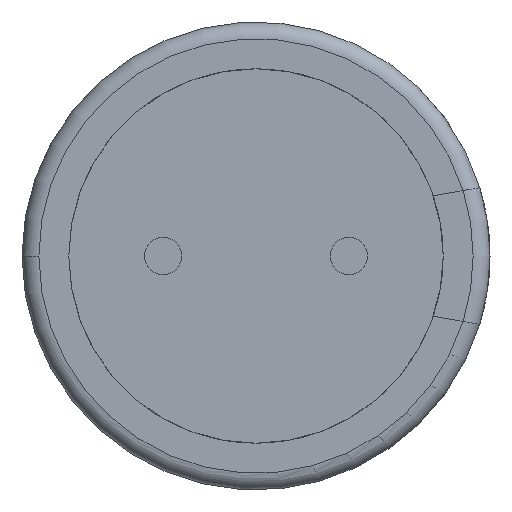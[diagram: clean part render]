
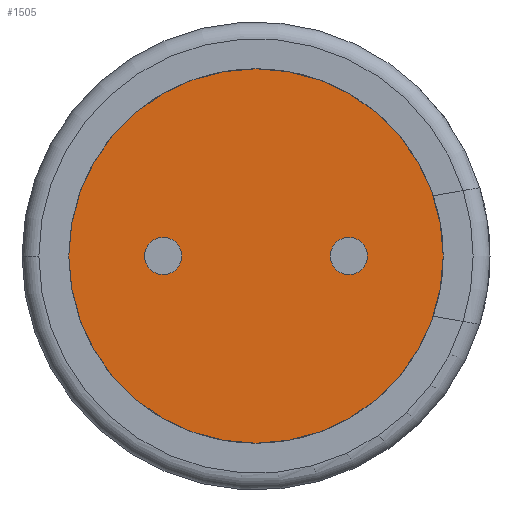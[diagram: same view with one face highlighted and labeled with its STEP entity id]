
A CAD part, front view. The second image highlights one B-rep face of the part: STEP entity #1505.
In plain terms, the highlighted planar face has unit normal (0, -1, 0).
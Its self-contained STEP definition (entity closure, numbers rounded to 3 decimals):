
#34 = CIRCLE ( 'NONE', #1045, 0.25 ) ;
#41 = CARTESIAN_POINT ( 'NONE',  ( 0., 0., 0. ) ) ;
#54 = VERTEX_POINT ( 'NONE', #1679 ) ;
#124 = CARTESIAN_POINT ( 'NONE',  ( 1.25, 0., 0. ) ) ;
#223 = CARTESIAN_POINT ( 'NONE',  ( 1.25, 0., 0.25 ) ) ;
#230 = ORIENTED_EDGE ( 'NONE', *, *, #530, .F. ) ;
#232 = ORIENTED_EDGE ( 'NONE', *, *, #1470, .F. ) ;
#330 = DIRECTION ( 'NONE',  ( 0., -1., 0. ) ) ;
#338 = AXIS2_PLACEMENT_3D ( 'NONE', #124, #1477, #960 ) ;
#345 = DIRECTION ( 'NONE',  ( 0., 1., 0. ) ) ;
#415 = EDGE_CURVE ( 'NONE', #1680, #54, #455, .T. ) ;
#424 = CARTESIAN_POINT ( 'NONE',  ( -1.25, 0., 0.25 ) ) ;
#431 = AXIS2_PLACEMENT_3D ( 'NONE', #1646, #497, #477 ) ;
#445 = DIRECTION ( 'NONE',  ( -1., 0., 0. ) ) ;
#455 = CIRCLE ( 'NONE', #2119, 2.52 ) ;
#477 = DIRECTION ( 'NONE',  ( -1., 0., 0. ) ) ;
#497 = DIRECTION ( 'NONE',  ( 0., -1., 0. ) ) ;
#530 = EDGE_CURVE ( 'NONE', #1984, #950, #2076, .T. ) ;
#705 = FACE_OUTER_BOUND ( 'NONE', #959, .T. ) ;
#761 = FACE_BOUND ( 'NONE', #847, .T. ) ;
#824 = ORIENTED_EDGE ( 'NONE', *, *, #1756, .F. ) ;
#827 = VERTEX_POINT ( 'NONE', #946 ) ;
#838 = PLANE ( 'NONE',  #1647 ) ;
#847 = EDGE_LOOP ( 'NONE', ( #1155, #232 ) ) ;
#864 = DIRECTION ( 'NONE',  ( -1., 0., 0. ) ) ;
#876 = VERTEX_POINT ( 'NONE', #424 ) ;
#883 = AXIS2_PLACEMENT_3D ( 'NONE', #1207, #1859, #864 ) ;
#946 = CARTESIAN_POINT ( 'NONE',  ( -1.25, 0., -0.25 ) ) ;
#950 = VERTEX_POINT ( 'NONE', #1627 ) ;
#959 = EDGE_LOOP ( 'NONE', ( #1590, #975 ) ) ;
#960 = DIRECTION ( 'NONE',  ( -1., 0., 0. ) ) ;
#975 = ORIENTED_EDGE ( 'NONE', *, *, #1189, .F. ) ;
#1023 = EDGE_LOOP ( 'NONE', ( #230, #824 ) ) ;
#1045 = AXIS2_PLACEMENT_3D ( 'NONE', #1496, #330, #1675 ) ;
#1051 = EDGE_CURVE ( 'NONE', #876, #827, #1066, .T. ) ;
#1066 = CIRCLE ( 'NONE', #883, 0.25 ) ;
#1145 = FACE_BOUND ( 'NONE', #1023, .T. ) ;
#1155 = ORIENTED_EDGE ( 'NONE', *, *, #1051, .F. ) ;
#1189 = EDGE_CURVE ( 'NONE', #54, #1680, #1693, .T. ) ;
#1207 = CARTESIAN_POINT ( 'NONE',  ( -1.25, 0., 0. ) ) ;
#1434 = CARTESIAN_POINT ( 'NONE',  ( 0., 0., 0. ) ) ;
#1469 = CARTESIAN_POINT ( 'NONE',  ( 0., 0., 0. ) ) ;
#1470 = EDGE_CURVE ( 'NONE', #827, #876, #2081, .T. ) ;
#1477 = DIRECTION ( 'NONE',  ( 0., -1., 0. ) ) ;
#1496 = CARTESIAN_POINT ( 'NONE',  ( 1.25, 0., 0. ) ) ;
#1505 = ADVANCED_FACE ( 'NONE', ( #761, #1145, #705 ), #838, .F. ) ;
#1521 = DIRECTION ( 'NONE',  ( -1., 0., 0. ) ) ;
#1548 = CARTESIAN_POINT ( 'NONE',  ( -2.52, 0., 0. ) ) ;
#1590 = ORIENTED_EDGE ( 'NONE', *, *, #415, .F. ) ;
#1627 = CARTESIAN_POINT ( 'NONE',  ( 1.25, 0., -0.25 ) ) ;
#1646 = CARTESIAN_POINT ( 'NONE',  ( -1.25, 0., 0. ) ) ;
#1647 = AXIS2_PLACEMENT_3D ( 'NONE', #41, #345, #1521 ) ;
#1675 = DIRECTION ( 'NONE',  ( -1., 0., 0. ) ) ;
#1679 = CARTESIAN_POINT ( 'NONE',  ( 2.52, 0., 0. ) ) ;
#1680 = VERTEX_POINT ( 'NONE', #1548 ) ;
#1693 = CIRCLE ( 'NONE', #1701, 2.52 ) ;
#1701 = AXIS2_PLACEMENT_3D ( 'NONE', #1434, #1763, #445 ) ;
#1756 = EDGE_CURVE ( 'NONE', #950, #1984, #34, .T. ) ;
#1763 = DIRECTION ( 'NONE',  ( 0., 1., 0. ) ) ;
#1808 = DIRECTION ( 'NONE',  ( 0., 1., 0. ) ) ;
#1859 = DIRECTION ( 'NONE',  ( 0., -1., 0. ) ) ;
#1948 = DIRECTION ( 'NONE',  ( -1., 0., 0. ) ) ;
#1984 = VERTEX_POINT ( 'NONE', #223 ) ;
#2076 = CIRCLE ( 'NONE', #338, 0.25 ) ;
#2081 = CIRCLE ( 'NONE', #431, 0.25 ) ;
#2119 = AXIS2_PLACEMENT_3D ( 'NONE', #1469, #1808, #1948 ) ;
